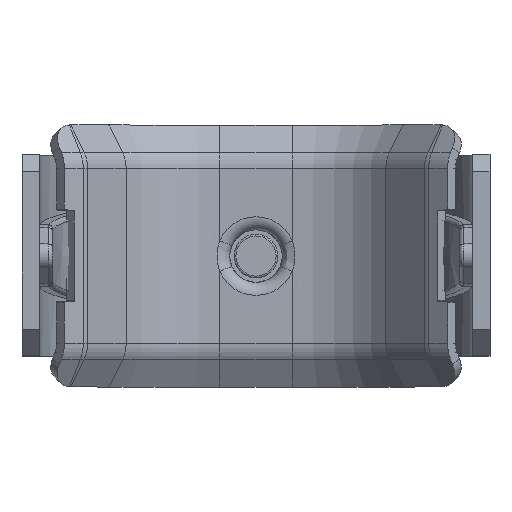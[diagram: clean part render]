
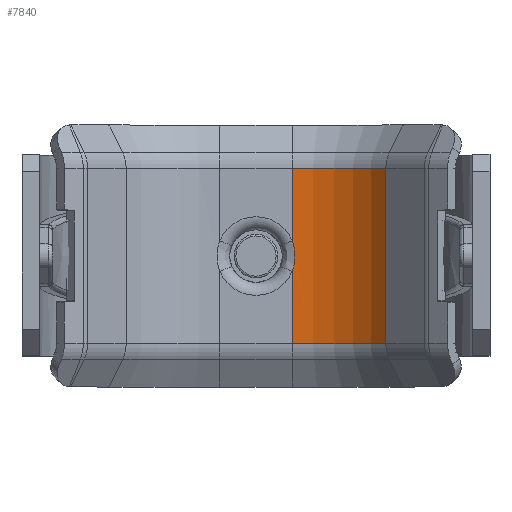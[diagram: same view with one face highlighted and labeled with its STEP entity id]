
A CAD part, top view. The second image highlights one B-rep face of the part: STEP entity #7840.
In plain terms, the highlighted cylindrical face has radius 14 mm (diameter 28 mm), a partial arc.
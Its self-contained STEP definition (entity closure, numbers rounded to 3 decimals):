
#642=LINE('',#24992,#1183);
#643=LINE('',#24996,#1184);
#644=LINE('',#24999,#1185);
#1183=VECTOR('',#9994,10.);
#1184=VECTOR('',#9997,10.);
#1185=VECTOR('',#10000,10.);
#1445=CYLINDRICAL_SURFACE('',#8501,14.);
#1833=FACE_OUTER_BOUND('',#2323,.T.);
#2323=EDGE_LOOP('',(#6612,#6613,#6614,#6615,#6616,#6617));
#2749=B_SPLINE_CURVE_WITH_KNOTS('',3,(#24982,#24983,#24984,#24985),
 .UNSPECIFIED.,.F.,.F.,(4,4),(-6.283,0.),
 .UNSPECIFIED.);
#2994=CIRCLE('',#8502,14.);
#2995=CIRCLE('',#8503,14.);
#3624=VERTEX_POINT('',#24915);
#3632=VERTEX_POINT('',#24959);
#3633=VERTEX_POINT('',#24991);
#3634=VERTEX_POINT('',#24993);
#3635=VERTEX_POINT('',#24995);
#3636=VERTEX_POINT('',#24997);
#4657=EDGE_CURVE('',#3624,#3632,#2749,.T.);
#4659=EDGE_CURVE('',#3633,#3624,#642,.T.);
#4660=EDGE_CURVE('',#3634,#3633,#2994,.T.);
#4661=EDGE_CURVE('',#3634,#3635,#643,.T.);
#4662=EDGE_CURVE('',#3635,#3636,#2995,.T.);
#4663=EDGE_CURVE('',#3632,#3636,#644,.T.);
#6612=ORIENTED_EDGE('',*,*,#4657,.F.);
#6613=ORIENTED_EDGE('',*,*,#4659,.F.);
#6614=ORIENTED_EDGE('',*,*,#4660,.F.);
#6615=ORIENTED_EDGE('',*,*,#4661,.T.);
#6616=ORIENTED_EDGE('',*,*,#4662,.T.);
#6617=ORIENTED_EDGE('',*,*,#4663,.F.);
#7840=ADVANCED_FACE('',(#1833),#1445,.F.);
#8501=AXIS2_PLACEMENT_3D('',#24990,#9992,#9993);
#8502=AXIS2_PLACEMENT_3D('',#24994,#9995,#9996);
#8503=AXIS2_PLACEMENT_3D('',#24998,#9998,#9999);
#9992=DIRECTION('center_axis',(-1.,0.,0.));
#9993=DIRECTION('ref_axis',(0.,0.966,-0.259));
#9994=DIRECTION('',(-1.,0.,0.));
#9995=DIRECTION('center_axis',(-1.,0.,0.));
#9996=DIRECTION('ref_axis',(0.,0.985,0.174));
#9997=DIRECTION('',(-1.,0.,0.));
#9998=DIRECTION('center_axis',(-1.,0.,0.));
#9999=DIRECTION('ref_axis',(0.,0.985,0.174));
#10000=DIRECTION('',(-1.,0.,0.));
#24915=CARTESIAN_POINT('',(-13.234,-3.81,-21.71));
#24959=CARTESIAN_POINT('',(-16.766,-3.81,-21.71));
#24982=CARTESIAN_POINT('Ctrl Pts',(-13.234,-3.81,
-21.71));
#24983=CARTESIAN_POINT('Ctrl Pts',(-14.347,-3.534,
-21.381));
#24984=CARTESIAN_POINT('Ctrl Pts',(-15.653,-3.534,
-21.381));
#24985=CARTESIAN_POINT('Ctrl Pts',(-16.766,-3.81,
-21.71));
#24990=CARTESIAN_POINT('Origin',(-15.,-14.535,-12.711));
#24991=CARTESIAN_POINT('',(-4.975,-3.81,-21.71));
#24992=CARTESIAN_POINT('',(-25.025,-3.81,-21.71));
#24993=CARTESIAN_POINT('',(-4.975,-0.747,-10.279));
#24994=CARTESIAN_POINT('Origin',(-4.975,-14.535,-12.711));
#24995=CARTESIAN_POINT('',(-25.025,-0.747,-10.279));
#24996=CARTESIAN_POINT('',(-25.025,-0.747,-10.279));
#24997=CARTESIAN_POINT('',(-25.025,-3.81,-21.71));
#24998=CARTESIAN_POINT('Origin',(-25.025,-14.535,-12.711));
#24999=CARTESIAN_POINT('',(-25.025,-3.81,-21.71));
